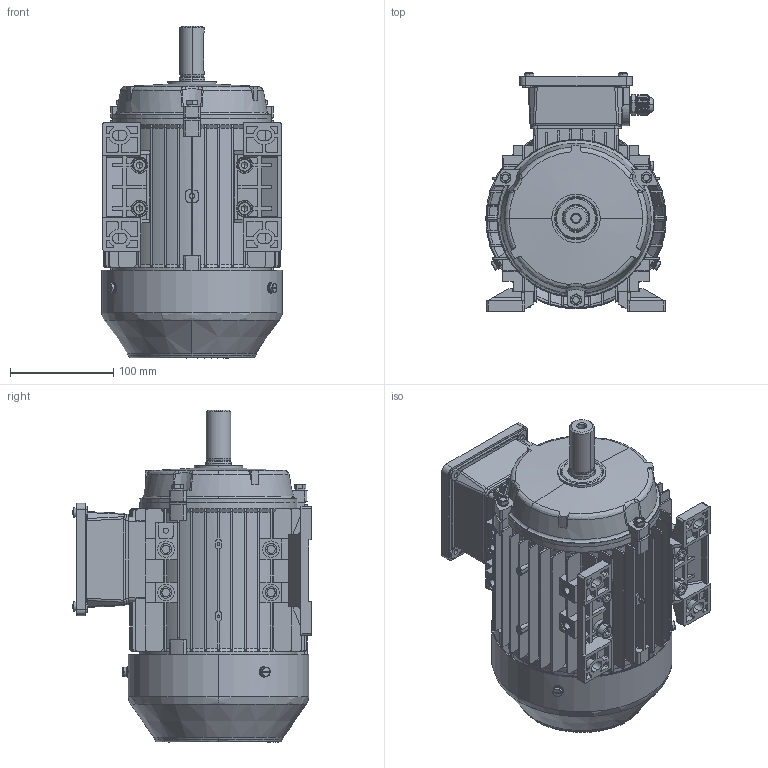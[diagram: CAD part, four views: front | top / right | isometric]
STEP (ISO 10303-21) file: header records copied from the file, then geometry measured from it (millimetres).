
FILE_DESCRIPTION (( 'STEP AP203' ), '1' );
FILE_NAME ('JL3-90S-B3.step', '2018-12-14T09:04:29', ( '' ), ( '' ), 'SwSTEP 2.0', 'SolidWorks 2018', '' );
FILE_SCHEMA (( 'CONFIG_CONTROL_DESIGN' ));
Length unit declared in the file: millimetre
Products named in the file (1): JL3-90S-B3
Bounding box: 175 x 231.42 x 322 mm (x, y, z)
Volume: 1202240.7 mm3; surface area: 760225.2 mm2
Topology: 52 solids, 52 shells, 3686 faces, 9998 edges, 6478 vertices
Faces by surface type: plane 1555, cylinder 1394, bspline 460, cone 269, sphere 8
Entity records: 349013 total; most frequent: CARTESIAN_POINT 258181, ORIENTED_EDGE 19968, DIRECTION 17947, EDGE_CURVE 9984, AXIS2_PLACEMENT_3D 6555, VERTEX_POINT 6478, VECTOR 4837, LINE 4837
